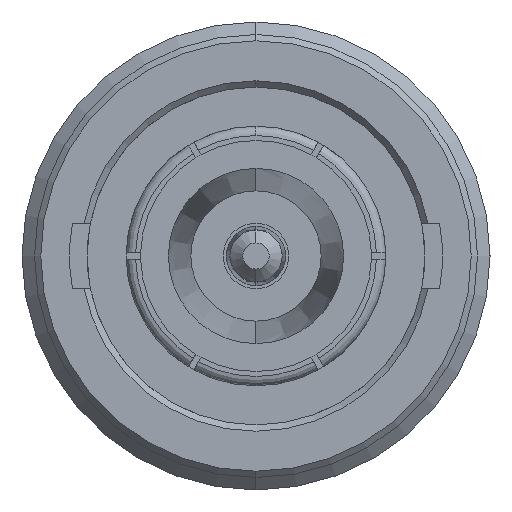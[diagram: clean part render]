
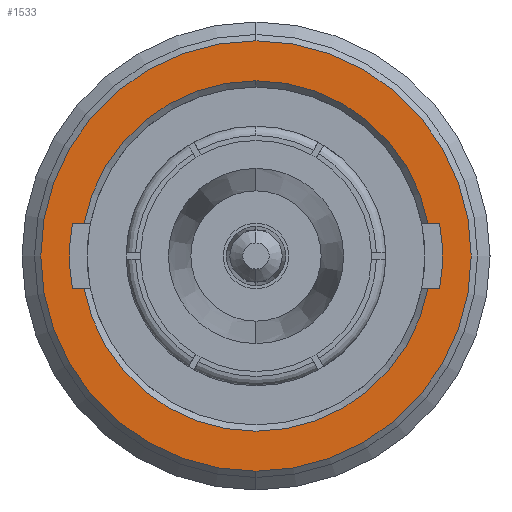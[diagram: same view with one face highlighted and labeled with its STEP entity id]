
A CAD part, left-side view. The second image highlights one B-rep face of the part: STEP entity #1533.
In plain terms, the highlighted face is planar.
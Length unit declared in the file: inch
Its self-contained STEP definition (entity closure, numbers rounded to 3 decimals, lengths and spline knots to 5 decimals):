
#34 = CARTESIAN_POINT ( 'NONE',  ( 0., 0., 0. ) ) ;
#126 = EDGE_CURVE ( 'NONE', #3708, #4075, #3198, .T. ) ;
#152 = LINE ( 'NONE', #1657, #2957 ) ;
#201 = DIRECTION ( 'NONE',  ( 1., 0., 0. ) ) ;
#319 = VERTEX_POINT ( 'NONE', #3734 ) ;
#441 = DIRECTION ( 'NONE',  ( 0., 0., 1. ) ) ;
#511 = AXIS2_PLACEMENT_3D ( 'NONE', #4419, #2465, #201 ) ;
#523 = CIRCLE ( 'NONE', #1375, 0.28 ) ;
#557 = CARTESIAN_POINT ( 'NONE',  ( -0.0525, -0.29334, 0. ) ) ;
#566 = CARTESIAN_POINT ( 'NONE',  ( 0.0525, -0.29334, 0. ) ) ;
#578 = CARTESIAN_POINT ( 'NONE',  ( 0., 0., 0. ) ) ;
#615 = DIRECTION ( 'NONE',  ( 0., -1., 0. ) ) ;
#626 = CARTESIAN_POINT ( 'NONE',  ( 0.0525, 0.27503, 0. ) ) ;
#631 = EDGE_CURVE ( 'NONE', #2947, #1619, #2655, .T. ) ;
#652 = DIRECTION ( 'NONE',  ( 0., 0., 1. ) ) ;
#658 = AXIS2_PLACEMENT_3D ( 'NONE', #4615, #441, #1240 ) ;
#758 = ORIENTED_EDGE ( 'NONE', *, *, #2215, .T. ) ;
#792 = DIRECTION ( 'NONE',  ( 0., 0., -1. ) ) ;
#881 = DIRECTION ( 'NONE',  ( 0., 1., 0. ) ) ;
#888 = EDGE_LOOP ( 'NONE', ( #758, #4741 ) ) ;
#948 = DIRECTION ( 'NONE',  ( 1., 0., 0. ) ) ;
#968 = CARTESIAN_POINT ( 'NONE',  ( -0.0525, 0.27503, 0. ) ) ;
#1001 = ORIENTED_EDGE ( 'NONE', *, *, #2485, .T. ) ;
#1002 = CARTESIAN_POINT ( 'NONE',  ( -0.0525, 0.29334, 0. ) ) ;
#1098 = ORIENTED_EDGE ( 'NONE', *, *, #3852, .F. ) ;
#1167 = DIRECTION ( 'NONE',  ( 1., 0., 0. ) ) ;
#1187 = EDGE_CURVE ( 'NONE', #4075, #1357, #2073, .T. ) ;
#1232 = CARTESIAN_POINT ( 'NONE',  ( -0.0525, -0.27503, 0. ) ) ;
#1240 = DIRECTION ( 'NONE',  ( 1., 0., 0. ) ) ;
#1337 = DIRECTION ( 'NONE',  ( 0., 0., -1. ) ) ;
#1357 = VERTEX_POINT ( 'NONE', #968 ) ;
#1372 = VERTEX_POINT ( 'NONE', #626 ) ;
#1375 = AXIS2_PLACEMENT_3D ( 'NONE', #4403, #1337, #948 ) ;
#1531 = CARTESIAN_POINT ( 'NONE',  ( -0.344, 0., 0. ) ) ;
#1533 = ADVANCED_FACE ( 'NONE', ( #3090, #2297 ), #2351, .T. ) ;
#1552 = EDGE_CURVE ( 'NONE', #319, #1558, #3441, .T. ) ;
#1558 = VERTEX_POINT ( 'NONE', #1618 ) ;
#1613 = DIRECTION ( 'NONE',  ( 0., 0., 1. ) ) ;
#1618 = CARTESIAN_POINT ( 'NONE',  ( 0.0525, -0.27503, 0. ) ) ;
#1619 = VERTEX_POINT ( 'NONE', #566 ) ;
#1651 = CARTESIAN_POINT ( 'NONE',  ( 0.0525, -0.29334, 0. ) ) ;
#1657 = CARTESIAN_POINT ( 'NONE',  ( -0.0525, -0.29334, 0. ) ) ;
#1746 = ORIENTED_EDGE ( 'NONE', *, *, #2934, .F. ) ;
#1856 = VECTOR ( 'NONE', #615, 39.37008 ) ;
#1884 = LINE ( 'NONE', #2568, #3674 ) ;
#1944 = CARTESIAN_POINT ( 'NONE',  ( 0., 0., 0. ) ) ;
#2040 = AXIS2_PLACEMENT_3D ( 'NONE', #34, #1613, #1167 ) ;
#2056 = VERTEX_POINT ( 'NONE', #3593 ) ;
#2073 = LINE ( 'NONE', #3245, #1856 ) ;
#2082 = DIRECTION ( 'NONE',  ( 1., 0., 0. ) ) ;
#2166 = DIRECTION ( 'NONE',  ( 1., 0., 0. ) ) ;
#2175 = ORIENTED_EDGE ( 'NONE', *, *, #1187, .F. ) ;
#2215 = EDGE_CURVE ( 'NONE', #4869, #2056, #4560, .T. ) ;
#2297 = FACE_OUTER_BOUND ( 'NONE', #888, .T. ) ;
#2351 = PLANE ( 'NONE',  #658 ) ;
#2401 = AXIS2_PLACEMENT_3D ( 'NONE', #4067, #652, #2166 ) ;
#2461 = VERTEX_POINT ( 'NONE', #1232 ) ;
#2465 = DIRECTION ( 'NONE',  ( 0., 0., 1. ) ) ;
#2485 = EDGE_CURVE ( 'NONE', #2461, #1357, #4159, .T. ) ;
#2568 = CARTESIAN_POINT ( 'NONE',  ( 0.0525, -0.29334, 0. ) ) ;
#2625 = ORIENTED_EDGE ( 'NONE', *, *, #4474, .T. ) ;
#2652 = AXIS2_PLACEMENT_3D ( 'NONE', #578, #4674, #2082 ) ;
#2655 = CIRCLE ( 'NONE', #2652, 0.298 ) ;
#2681 = CARTESIAN_POINT ( 'NONE',  ( 0.0525, 0.29334, 0. ) ) ;
#2812 = DIRECTION ( 'NONE',  ( 0., -1., 0. ) ) ;
#2934 = EDGE_CURVE ( 'NONE', #2461, #2947, #152, .T. ) ;
#2947 = VERTEX_POINT ( 'NONE', #557 ) ;
#2957 = VECTOR ( 'NONE', #2812, 39.37008 ) ;
#3066 = EDGE_LOOP ( 'NONE', ( #1098, #2625, #3381, #3301, #4122, #1746, #1001, #2175, #3526 ) ) ;
#3083 = DIRECTION ( 'NONE',  ( 1., 0., 0. ) ) ;
#3090 = FACE_BOUND ( 'NONE', #3066, .T. ) ;
#3094 = LINE ( 'NONE', #1651, #4819 ) ;
#3198 = CIRCLE ( 'NONE', #511, 0.298 ) ;
#3213 = EDGE_CURVE ( 'NONE', #2056, #4869, #4845, .T. ) ;
#3245 = CARTESIAN_POINT ( 'NONE',  ( -0.0525, -0.29334, 0. ) ) ;
#3301 = ORIENTED_EDGE ( 'NONE', *, *, #4692, .F. ) ;
#3361 = AXIS2_PLACEMENT_3D ( 'NONE', #4293, #792, #3083 ) ;
#3381 = ORIENTED_EDGE ( 'NONE', *, *, #1552, .T. ) ;
#3441 = CIRCLE ( 'NONE', #4081, 0.28 ) ;
#3526 = ORIENTED_EDGE ( 'NONE', *, *, #126, .F. ) ;
#3593 = CARTESIAN_POINT ( 'NONE',  ( 0.344, 0., 0. ) ) ;
#3674 = VECTOR ( 'NONE', #3698, 39.37008 ) ;
#3698 = DIRECTION ( 'NONE',  ( 0., 1., 0. ) ) ;
#3708 = VERTEX_POINT ( 'NONE', #2681 ) ;
#3734 = CARTESIAN_POINT ( 'NONE',  ( 0.28, 0., 0. ) ) ;
#3816 = DIRECTION ( 'NONE',  ( 0., 0., -1. ) ) ;
#3852 = EDGE_CURVE ( 'NONE', #1372, #3708, #3094, .T. ) ;
#3895 = DIRECTION ( 'NONE',  ( 1., 0., 0. ) ) ;
#4067 = CARTESIAN_POINT ( 'NONE',  ( 0., 0., 0. ) ) ;
#4075 = VERTEX_POINT ( 'NONE', #1002 ) ;
#4081 = AXIS2_PLACEMENT_3D ( 'NONE', #1944, #3816, #3895 ) ;
#4122 = ORIENTED_EDGE ( 'NONE', *, *, #631, .F. ) ;
#4159 = CIRCLE ( 'NONE', #3361, 0.28 ) ;
#4293 = CARTESIAN_POINT ( 'NONE',  ( 0., 0., 0. ) ) ;
#4403 = CARTESIAN_POINT ( 'NONE',  ( 0., 0., 0. ) ) ;
#4419 = CARTESIAN_POINT ( 'NONE',  ( 0., 0., 0. ) ) ;
#4474 = EDGE_CURVE ( 'NONE', #1372, #319, #523, .T. ) ;
#4560 = CIRCLE ( 'NONE', #2401, 0.344 ) ;
#4615 = CARTESIAN_POINT ( 'NONE',  ( 0., 0., 0. ) ) ;
#4674 = DIRECTION ( 'NONE',  ( 0., 0., 1. ) ) ;
#4692 = EDGE_CURVE ( 'NONE', #1619, #1558, #1884, .T. ) ;
#4741 = ORIENTED_EDGE ( 'NONE', *, *, #3213, .T. ) ;
#4819 = VECTOR ( 'NONE', #881, 39.37008 ) ;
#4845 = CIRCLE ( 'NONE', #2040, 0.344 ) ;
#4869 = VERTEX_POINT ( 'NONE', #1531 ) ;
